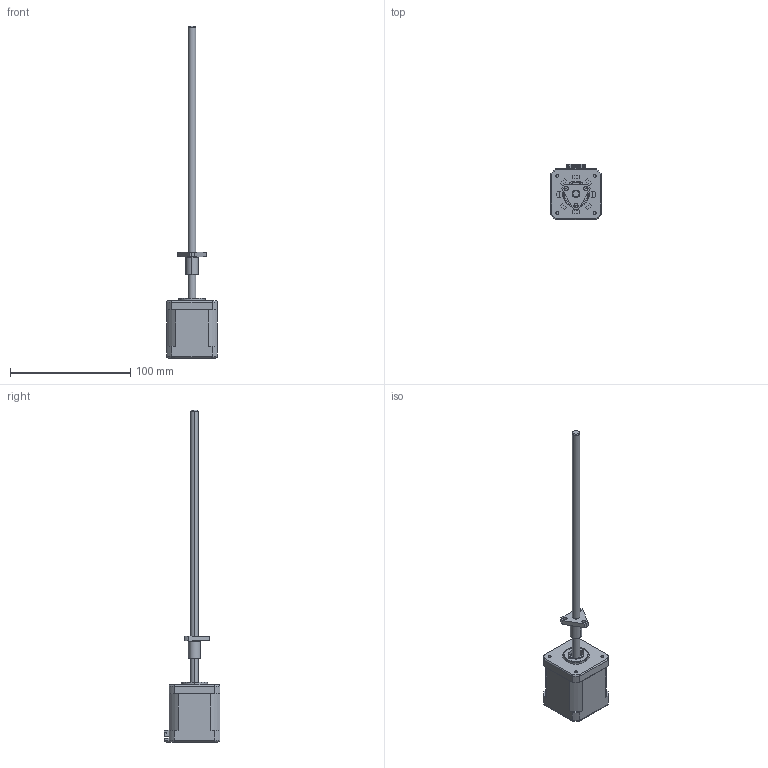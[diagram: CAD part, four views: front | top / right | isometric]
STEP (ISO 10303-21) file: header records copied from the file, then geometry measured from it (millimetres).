
FILE_DESCRIPTION (( 'STEP AP214' ), '1' );
FILE_NAME ('STP-LE17-3B09ANN.STEP', '2020-08-25T21:39:46', ( '' ), ( '' ), 'SwSTEP 2.0', 'SolidWorks 2017', '' );
FILE_SCHEMA (( 'AUTOMOTIVE_DESIGN' ));
Length unit declared in the file: millimetre
Products named in the file (3): STP-LE17-3B09ANN_1; STP-LE17-3B09ANN; STP-LE17-3B09ANN_2
Assembly tree (2 placements, depth 2):
  STP-LE17-3B09ANN
    STP-LE17-3B09ANN_1
    STP-LE17-3B09ANN_2
Bounding box: 42.2 x 46.2 x 276.4 mm (x, y, z)
Volume: 80509.8 mm3; surface area: 29872.6 mm2
Topology: 5 solids, 13 shells, 730 faces, 1871 edges, 1208 vertices
Faces by surface type: plane 364, cylinder 236, cone 76, bspline 54
Entity records: 36219 total; most frequent: CARTESIAN_POINT 18887, ORIENTED_EDGE 3742, DIRECTION 3372, EDGE_CURVE 1871, VERTEX_POINT 1208, AXIS2_PLACEMENT_3D 1158, VECTOR 1056, LINE 1056
